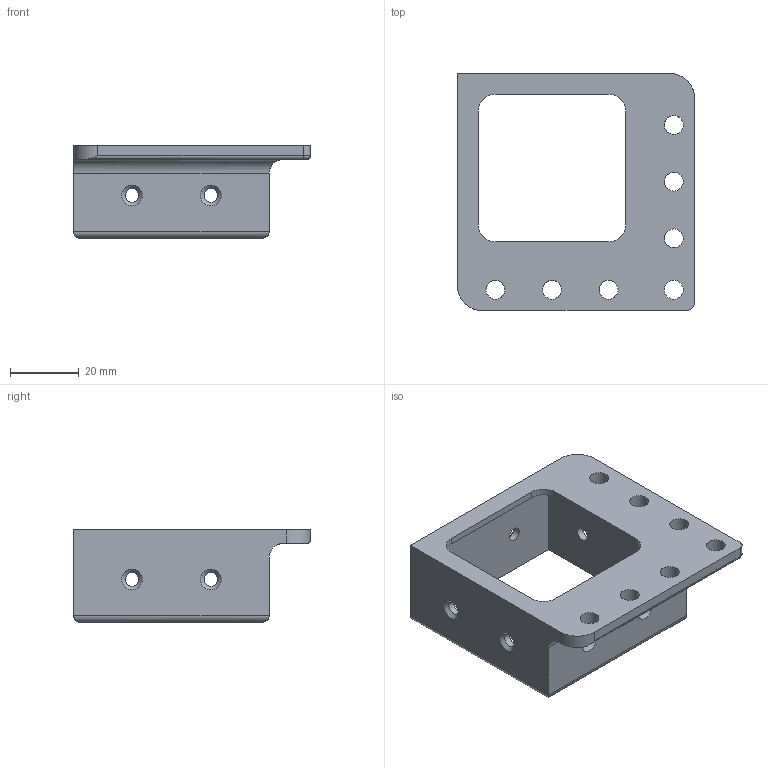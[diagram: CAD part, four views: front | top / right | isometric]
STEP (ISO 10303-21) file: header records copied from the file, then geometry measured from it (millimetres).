
FILE_DESCRIPTION(/* description */ (''),/* implementation_level */ '2;1');
FILE_NAME(/* name */ 'ATC_Item_IKEA_Beine_innen v3.step',/* time_stamp */ '2021-01-24T03:14:03+01:00',/* author */ (''),/* organization */ (''),/* preprocessor_version */ 'ST-DEVELOPER v18.1',/* originating_system */ 'Autodesk Translation Framework v9.7.1.1290',/* authorisation */ '');
FILE_SCHEMA (('AUTOMOTIVE_DESIGN { 1 0 10303 214 3 1 1 }'));
Length unit declared in the file: millimetre
Products named in the file (1): ATC_Item_IKEA_Beine_innen
Bounding box: 69 x 69 x 27 mm (x, y, z)
Volume: 24327.6 mm3; surface area: 17158 mm2
Topology: 1 solids, 1 shells, 61 faces, 173 edges, 109 vertices
Faces by surface type: cylinder 34, plane 18, cone 8, bspline 1
Full cylindrical faces by diameter (mm): 4 x8, 5.5 x7
Entity records: 2140 total; most frequent: CARTESIAN_POINT 420, DIRECTION 359, ORIENTED_EDGE 346, EDGE_CURVE 173, AXIS2_PLACEMENT_3D 133, VERTEX_POINT 109, LINE 93, VECTOR 93
